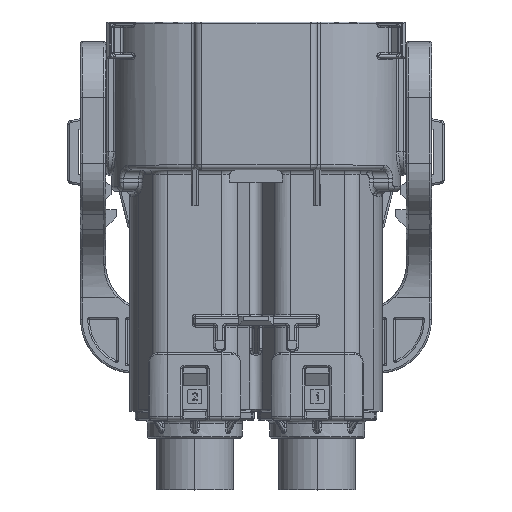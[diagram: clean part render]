
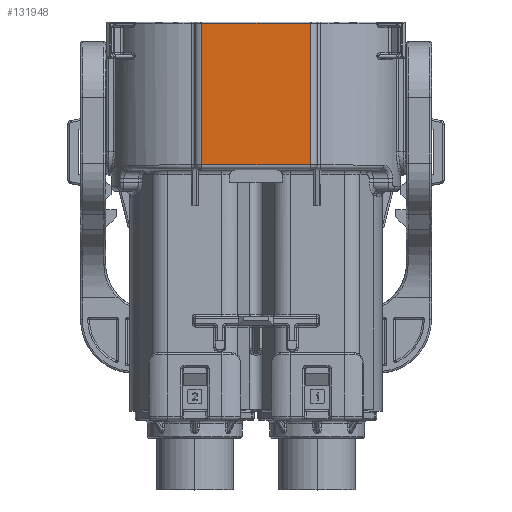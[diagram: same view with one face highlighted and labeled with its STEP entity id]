
A CAD part, top view. The second image highlights one B-rep face of the part: STEP entity #131948.
In plain terms, the highlighted planar face has unit normal (0, 0, 1).
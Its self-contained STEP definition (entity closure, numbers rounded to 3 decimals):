
#2910=DIRECTION('',(-1.,0.,0.));
#2911=VECTOR('',#2910,30.);
#2912=CARTESIAN_POINT('',(-2.,47.6,28.05));
#2913=LINE('',#2912,#2911);
#33908=DIRECTION('',(0.,-1.,0.));
#33909=VECTOR('',#33908,39.3);
#33910=CARTESIAN_POINT('',(-32.,47.6,28.05));
#33911=LINE('',#33910,#33909);
#33912=DIRECTION('',(-1.,0.,0.));
#33913=VECTOR('',#33912,30.);
#33914=CARTESIAN_POINT('',(-2.,8.3,28.05));
#33915=LINE('',#33914,#33913);
#33926=DIRECTION('',(0.,1.,0.));
#33927=VECTOR('',#33926,39.3);
#33928=CARTESIAN_POINT('',(-2.,8.3,28.05));
#33929=LINE('',#33928,#33927);
#51830=CARTESIAN_POINT('',(-2.,8.3,28.05));
#51831=CARTESIAN_POINT('',(-32.,8.3,28.05));
#51832=VERTEX_POINT('',#51830);
#51833=VERTEX_POINT('',#51831);
#51834=CARTESIAN_POINT('',(-2.,47.6,28.05));
#51835=VERTEX_POINT('',#51834);
#51836=CARTESIAN_POINT('',(-32.,47.6,28.05));
#51837=VERTEX_POINT('',#51836);
#131935=CARTESIAN_POINT('',(-17.,27.95,28.05));
#131936=DIRECTION('',(0.,0.,1.));
#131937=DIRECTION('',(-1.,0.,0.));
#131938=AXIS2_PLACEMENT_3D('',#131935,#131936,#131937);
#131939=PLANE('',#131938);
#131940=ORIENTED_EDGE('',*,*,#69159,.F.);
#131942=ORIENTED_EDGE('',*,*,#131941,.F.);
#131944=ORIENTED_EDGE('',*,*,#131943,.T.);
#131945=ORIENTED_EDGE('',*,*,#131920,.F.);
#131946=EDGE_LOOP('',(#131940,#131942,#131944,#131945));
#131947=FACE_OUTER_BOUND('',#131946,.F.);
#69159=EDGE_CURVE('',#51835,#51837,#2913,.T.);
#131920=EDGE_CURVE('',#51837,#51833,#33911,.T.);
#131941=EDGE_CURVE('',#51832,#51835,#33929,.T.);
#131943=EDGE_CURVE('',#51832,#51833,#33915,.T.);
#131948=ADVANCED_FACE('',(#131947),#131939,.T.);
